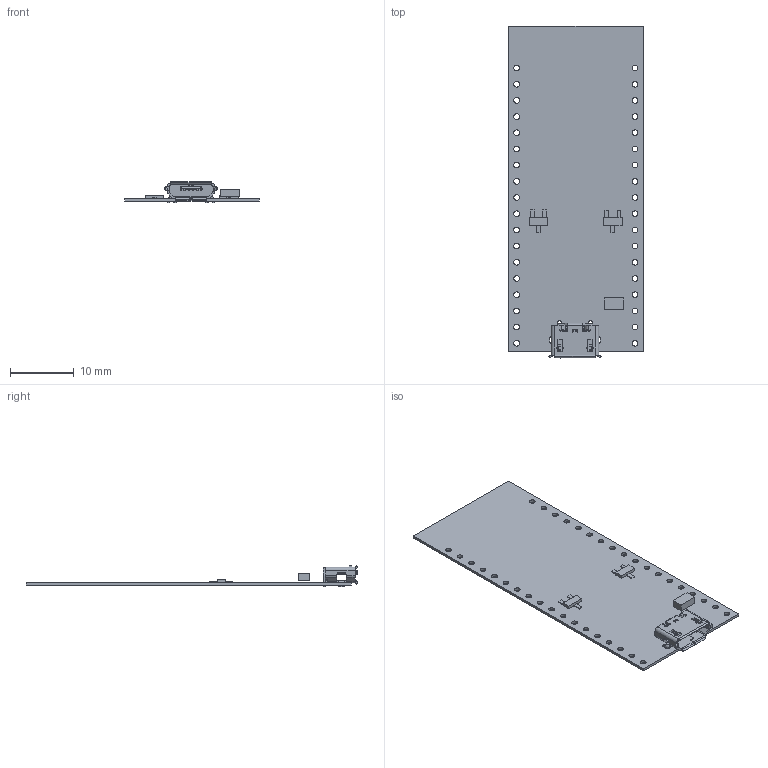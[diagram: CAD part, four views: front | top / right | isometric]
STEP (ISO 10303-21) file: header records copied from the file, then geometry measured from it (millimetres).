
FILE_DESCRIPTION(('Open CASCADE Model'),'2;1');
FILE_NAME('Open CASCADE Shape Model','2024-08-21T13:12:09',('Author'),( 'Open CASCADE'),'Open CASCADE STEP processor 6.5','Open CASCADE 6.5' ,'Unknown');
FILE_SCHEMA(('AUTOMOTIVE_DESIGN { 1 0 10303 214 1 1 1 1 }'));
Length unit declared in the file: millimetre
Products named in the file (13): PCB; Board; USB.J1; User_Library-MicroUSB-B_Molex_105017-0001; CAT1; 496418960; Extruded; Q1; 496418704; 496418832; Q2
Assembly tree (18 placements, depth 4):
  PCB
    Board
    USB.J1
      User_Library-MicroUSB-B_Molex_105017-0001
    CAT1
      496418960
        Extruded
    Q1
      496418704  x3
        Extruded
      496418832
        Extruded
    Q2
      496418704  x3
        Extruded
      496418832
        Extruded
Bounding box: 21.08 x 52.09 x 3.3 mm (x, y, z)
Volume: 487.1 mm3; surface area: 2526.8 mm2
Topology: 11 solids, 11 shells, 542 faces, 1582 edges, 1028 vertices
Faces by surface type: plane 362, cylinder 172, bspline 8
Full cylindrical faces by diameter (mm): 0.7 x2, 0.889 x36
Entity records: 38786 total; most frequent: CARTESIAN_POINT 9737, DIRECTION 5089, LINE 3220, VECTOR 3220, ORIENTED_EDGE 3004, PCURVE 3004, DEFINITIONAL_REPRESENTATION 3004, EDGE_CURVE 1502
